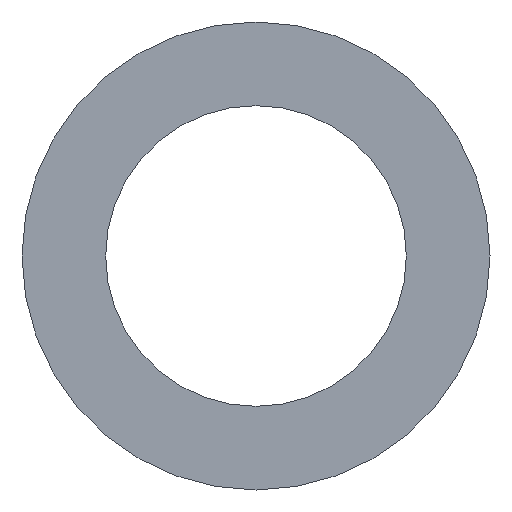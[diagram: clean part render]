
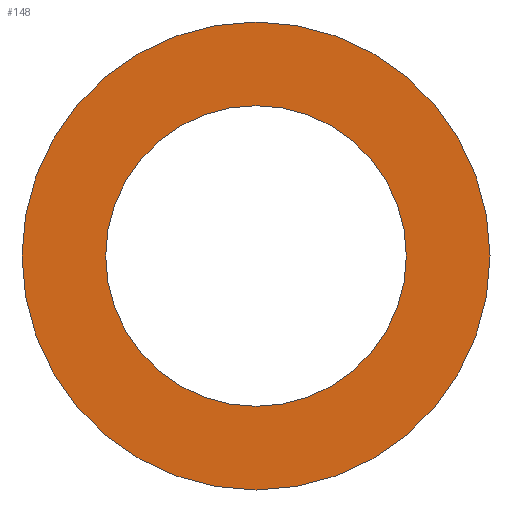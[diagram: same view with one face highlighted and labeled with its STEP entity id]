
A CAD part, front view. The second image highlights one B-rep face of the part: STEP entity #148.
In plain terms, the highlighted planar face has unit normal (0, -1, 0).
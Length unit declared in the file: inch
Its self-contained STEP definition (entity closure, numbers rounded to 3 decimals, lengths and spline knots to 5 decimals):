
#8 = CARTESIAN_POINT ( 'NONE',  ( 0., 0., 0.2755 ) ) ;
#10 = ORIENTED_EDGE ( 'NONE', *, *, #79, .F. ) ;
#12 = EDGE_CURVE ( 'NONE', #234, #166, #83, .T. ) ;
#14 = PLANE ( 'NONE',  #56 ) ;
#16 = AXIS2_PLACEMENT_3D ( 'NONE', #133, #233, #228 ) ;
#27 = AXIS2_PLACEMENT_3D ( 'NONE', #226, #186, #127 ) ;
#45 = EDGE_CURVE ( 'NONE', #166, #234, #134, .T. ) ;
#46 = CARTESIAN_POINT ( 'NONE',  ( 0., 0., 0. ) ) ;
#48 = FACE_BOUND ( 'NONE', #78, .T. ) ;
#53 = ORIENTED_EDGE ( 'NONE', *, *, #124, .F. ) ;
#56 = AXIS2_PLACEMENT_3D ( 'NONE', #155, #171, #158 ) ;
#58 = VERTEX_POINT ( 'NONE', #168 ) ;
#68 = FACE_OUTER_BOUND ( 'NONE', #219, .T. ) ;
#74 = CARTESIAN_POINT ( 'NONE',  ( 0., 0., 0.177 ) ) ;
#78 = EDGE_LOOP ( 'NONE', ( #191, #179 ) ) ;
#79 = EDGE_CURVE ( 'NONE', #89, #58, #230, .T. ) ;
#83 = CIRCLE ( 'NONE', #27, 0.177 ) ;
#88 = DIRECTION ( 'NONE',  ( 0., 0., 1. ) ) ;
#89 = VERTEX_POINT ( 'NONE', #8 ) ;
#92 = CIRCLE ( 'NONE', #16, 0.2755 ) ;
#124 = EDGE_CURVE ( 'NONE', #58, #89, #92, .T. ) ;
#127 = DIRECTION ( 'NONE',  ( 0., 0., 1. ) ) ;
#132 = DIRECTION ( 'NONE',  ( 0., 1., 0. ) ) ;
#133 = CARTESIAN_POINT ( 'NONE',  ( 0., 0., 0. ) ) ;
#134 = CIRCLE ( 'NONE', #208, 0.177 ) ;
#148 = ADVANCED_FACE ( 'NONE', ( #68, #48 ), #14, .F. ) ;
#152 = CARTESIAN_POINT ( 'NONE',  ( 0., 0., 0. ) ) ;
#155 = CARTESIAN_POINT ( 'NONE',  ( 0., 0., 0. ) ) ;
#156 = CARTESIAN_POINT ( 'NONE',  ( 0., 0., -0.177 ) ) ;
#158 = DIRECTION ( 'NONE',  ( 0., 0., 1. ) ) ;
#166 = VERTEX_POINT ( 'NONE', #156 ) ;
#168 = CARTESIAN_POINT ( 'NONE',  ( 0., 0., -0.2755 ) ) ;
#171 = DIRECTION ( 'NONE',  ( 0., 1., 0. ) ) ;
#179 = ORIENTED_EDGE ( 'NONE', *, *, #12, .T. ) ;
#186 = DIRECTION ( 'NONE',  ( 0., 1., 0. ) ) ;
#191 = ORIENTED_EDGE ( 'NONE', *, *, #45, .T. ) ;
#203 = DIRECTION ( 'NONE',  ( 0., 0., 1. ) ) ;
#208 = AXIS2_PLACEMENT_3D ( 'NONE', #46, #245, #88 ) ;
#219 = EDGE_LOOP ( 'NONE', ( #53, #10 ) ) ;
#223 = AXIS2_PLACEMENT_3D ( 'NONE', #152, #132, #203 ) ;
#226 = CARTESIAN_POINT ( 'NONE',  ( 0., 0., 0. ) ) ;
#228 = DIRECTION ( 'NONE',  ( 0., 0., 1. ) ) ;
#230 = CIRCLE ( 'NONE', #223, 0.2755 ) ;
#233 = DIRECTION ( 'NONE',  ( 0., 1., 0. ) ) ;
#234 = VERTEX_POINT ( 'NONE', #74 ) ;
#245 = DIRECTION ( 'NONE',  ( 0., 1., 0. ) ) ;
